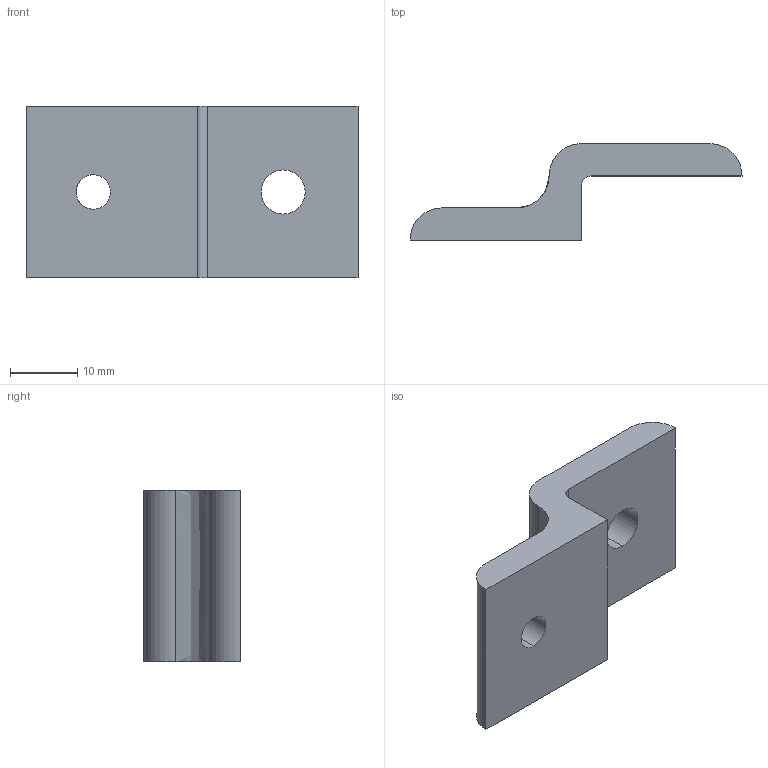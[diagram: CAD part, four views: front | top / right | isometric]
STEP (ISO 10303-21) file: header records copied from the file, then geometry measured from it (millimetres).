
FILE_DESCRIPTION (( 'STEP AP203' ), '1' );
FILE_NAME ('162910.step', '2023-01-11T15:30:01', ( '' ), ( '' ), 'SwSTEP 2.0', 'SolidWorks 2021', '' );
FILE_SCHEMA (( 'CONFIG_CONTROL_DESIGN' ));
Length unit declared in the file: inch
Products named in the file (1): 162910
Bounding box: 49.23 x 14.3 x 25.4 mm (x, y, z)
Volume: 6630.6 mm3; surface area: 3613.9 mm2
Topology: 1 solids, 1 shells, 16 faces, 44 edges, 30 vertices
Faces by surface type: cylinder 8, plane 7, bspline 1
Entity records: 877 total; most frequent: CARTESIAN_POINT 373, ORIENTED_EDGE 88, DIRECTION 88, EDGE_CURVE 44, AXIS2_PLACEMENT_3D 33, VERTEX_POINT 30, VECTOR 22, LINE 22
